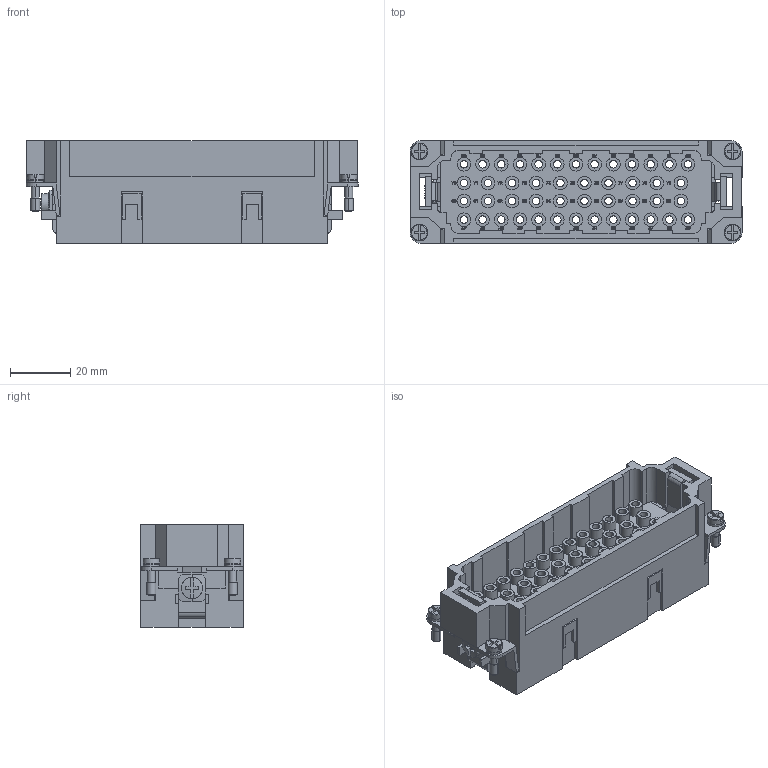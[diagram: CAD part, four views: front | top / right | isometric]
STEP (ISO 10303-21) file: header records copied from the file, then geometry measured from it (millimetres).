
FILE_DESCRIPTION((''),'2;1');
FILE_NAME('CQEM 46 N.stp','2006-11-28T18:03:46',('gembarski'),(''),'Autodesk Inventor 7','Autodesk Inventor 7','');
FILE_SCHEMA(('AUTOMOTIVE_DESIGN { 1 0 10303 214 1 1 1 1 }'));
Length unit declared in the file: millimetre
Products named in the file (1): CQEM 46 N
Bounding box: 110.2 x 34 x 34.01 mm (x, y, z)
Volume: 53884.6 mm3; surface area: 42090.7 mm2
Topology: 1 solids, 1 shells, 3835 faces, 10145 edges, 6747 vertices
Faces by surface type: bspline 2019, plane 1453, cylinder 347, torus 8, sphere 4, cone 4
Entity records: 128619 total; most frequent: CARTESIAN_POINT 45372, ORIENTED_EDGE 20296, DIRECTION 11147, EDGE_CURVE 10148, VERTEX_POINT 6747, VECTOR 5663, LINE 5663, EDGE_LOOP 4369
